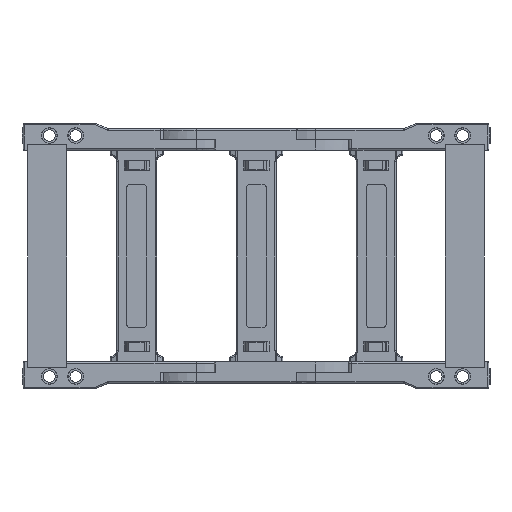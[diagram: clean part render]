
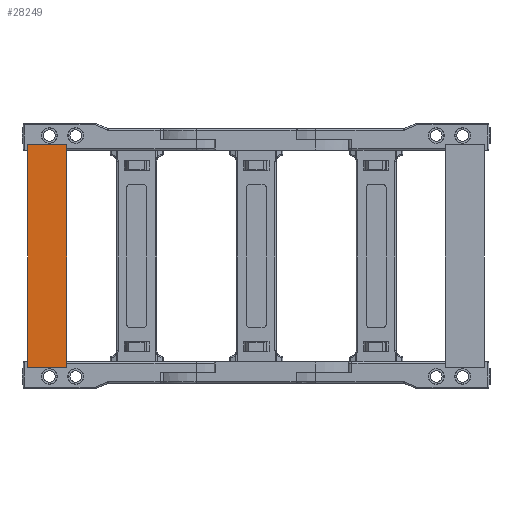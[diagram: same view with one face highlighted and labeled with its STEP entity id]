
A CAD part, front view. The second image highlights one B-rep face of the part: STEP entity #28249.
In plain terms, the highlighted planar face has unit normal (0, -1, 0).
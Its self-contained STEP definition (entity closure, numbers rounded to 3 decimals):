
#101 = DIRECTION ( 'NONE',  ( 0., -1., 0. ) ) ;
#4362 = VERTEX_POINT ( 'NONE', #32917 ) ;
#9121 = CARTESIAN_POINT ( 'NONE',  ( -171.252, -40.916, -10.575 ) ) ;
#9379 = VECTOR ( 'NONE', #47893, 1000. ) ;
#11655 = CARTESIAN_POINT ( 'NONE',  ( -141.552, -40.916, -10.575 ) ) ;
#15480 = VERTEX_POINT ( 'NONE', #72916 ) ;
#28249 = ADVANCED_FACE ( 'NONE', ( #54630 ), #92136, .T. ) ;
#28371 = CARTESIAN_POINT ( 'NONE',  ( -171.252, -40.916, -179.535 ) ) ;
#28952 = CARTESIAN_POINT ( 'NONE',  ( -141.552, -40.916, -10.575 ) ) ;
#32917 = CARTESIAN_POINT ( 'NONE',  ( -141.552, -40.916, -179.535 ) ) ;
#41845 = VECTOR ( 'NONE', #121840, 1000. ) ;
#43732 = VECTOR ( 'NONE', #120458, 1000. ) ;
#47893 = DIRECTION ( 'NONE',  ( 0., 0., -1. ) ) ;
#54630 = FACE_OUTER_BOUND ( 'NONE', #64503, .T. ) ;
#55177 = ORIENTED_EDGE ( 'NONE', *, *, #129940, .F. ) ;
#55961 = ORIENTED_EDGE ( 'NONE', *, *, #57767, .T. ) ;
#56445 = CARTESIAN_POINT ( 'NONE',  ( -171.252, -40.916, -10.575 ) ) ;
#57767 = EDGE_CURVE ( 'NONE', #15480, #64164, #75948, .T. ) ;
#64164 = VERTEX_POINT ( 'NONE', #28371 ) ;
#64503 = EDGE_LOOP ( 'NONE', ( #55961, #130301, #91646, #55177 ) ) ;
#67883 = VECTOR ( 'NONE', #87591, 1000. ) ;
#72774 = DIRECTION ( 'NONE',  ( -1., 0., 0. ) ) ;
#72916 = CARTESIAN_POINT ( 'NONE',  ( -171.252, -40.916, -10.575 ) ) ;
#75948 = LINE ( 'NONE', #56445, #67883 ) ;
#81684 = CARTESIAN_POINT ( 'NONE',  ( -171.252, -40.916, -179.535 ) ) ;
#82078 = EDGE_CURVE ( 'NONE', #113255, #4362, #119130, .T. ) ;
#87591 = DIRECTION ( 'NONE',  ( 0., 0., -1. ) ) ;
#91646 = ORIENTED_EDGE ( 'NONE', *, *, #82078, .F. ) ;
#92136 = PLANE ( 'NONE',  #119825 ) ;
#95368 = LINE ( 'NONE', #111414, #43732 ) ;
#105845 = EDGE_CURVE ( 'NONE', #64164, #4362, #117684, .T. ) ;
#111414 = CARTESIAN_POINT ( 'NONE',  ( -171.252, -40.916, -10.575 ) ) ;
#113255 = VERTEX_POINT ( 'NONE', #11655 ) ;
#117684 = LINE ( 'NONE', #81684, #41845 ) ;
#119130 = LINE ( 'NONE', #28952, #9379 ) ;
#119825 = AXIS2_PLACEMENT_3D ( 'NONE', #9121, #101, #72774 ) ;
#120458 = DIRECTION ( 'NONE',  ( 1., 0., 0. ) ) ;
#121840 = DIRECTION ( 'NONE',  ( 1., 0., 0. ) ) ;
#129940 = EDGE_CURVE ( 'NONE', #15480, #113255, #95368, .T. ) ;
#130301 = ORIENTED_EDGE ( 'NONE', *, *, #105845, .T. ) ;
